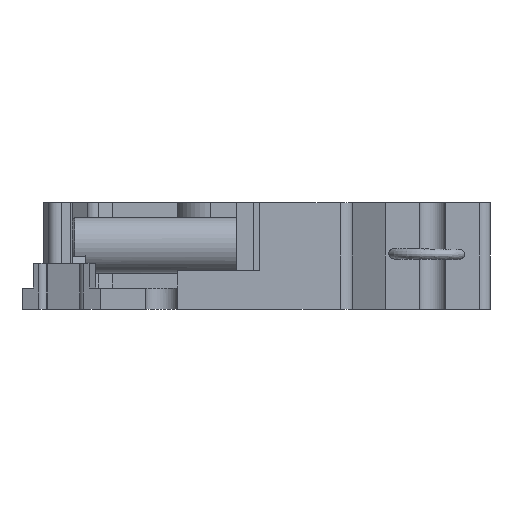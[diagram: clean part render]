
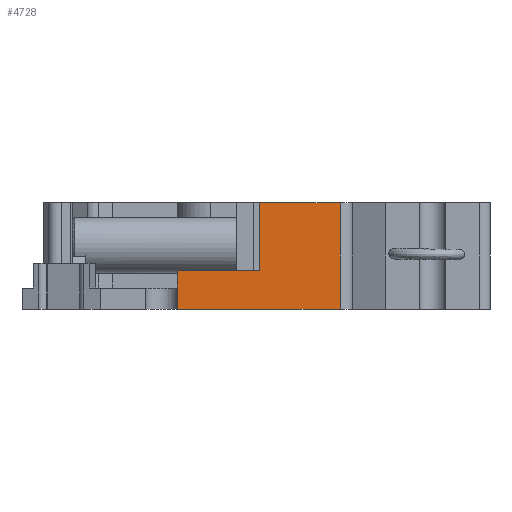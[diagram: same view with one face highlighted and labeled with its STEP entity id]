
A CAD part, left-side view. The second image highlights one B-rep face of the part: STEP entity #4728.
In plain terms, the highlighted planar face has unit normal (-1, 0, 0).
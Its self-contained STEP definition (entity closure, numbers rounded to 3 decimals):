
#481=ORIENTED_EDGE('',*,*,#1427,.T.);
#482=ORIENTED_EDGE('',*,*,#1428,.T.);
#483=ORIENTED_EDGE('',*,*,#1429,.F.);
#484=ORIENTED_EDGE('',*,*,#1430,.F.);
#485=ORIENTED_EDGE('',*,*,#1431,.T.);
#486=ORIENTED_EDGE('',*,*,#1432,.F.);
#1427=EDGE_CURVE('',#1903,#1904,#2237,.T.);
#1428=EDGE_CURVE('',#1904,#1905,#2238,.T.);
#1429=EDGE_CURVE('',#1906,#1905,#2239,.T.);
#1430=EDGE_CURVE('',#1907,#1906,#2240,.T.);
#1431=EDGE_CURVE('',#1907,#1908,#2241,.T.);
#1432=EDGE_CURVE('',#1903,#1908,#2242,.T.);
#1903=VERTEX_POINT('',#6476);
#1904=VERTEX_POINT('',#6477);
#1905=VERTEX_POINT('',#6479);
#1906=VERTEX_POINT('',#6481);
#1907=VERTEX_POINT('',#6483);
#1908=VERTEX_POINT('',#6485);
#2237=LINE('',#6475,#2596);
#2238=LINE('',#6478,#2597);
#2239=LINE('',#6480,#2598);
#2240=LINE('',#6482,#2599);
#2241=LINE('',#6484,#2600);
#2242=LINE('',#6486,#2601);
#2596=VECTOR('',#5472,1000.);
#2597=VECTOR('',#5473,1000.);
#2598=VECTOR('',#5474,1000.);
#2599=VECTOR('',#5475,1000.);
#2600=VECTOR('',#5476,1000.);
#2601=VECTOR('',#5477,1000.);
#2886=EDGE_LOOP('',(#481,#482,#483,#484,#485,#486));
#3094=FACE_BOUND('',#2886,.T.);
#3285=PLANE('',#4962);
#4728=ADVANCED_FACE('',(#3094),#3285,.F.);
#4962=AXIS2_PLACEMENT_3D('',#6474,#5470,#5471);
#5470=DIRECTION('',(1.,0.,0.));
#5471=DIRECTION('',(0.,0.,-1.));
#5472=DIRECTION('',(0.,-1.,0.));
#5473=DIRECTION('',(0.,0.,1.));
#5474=DIRECTION('',(0.,-1.,0.));
#5475=DIRECTION('',(0.,0.,1.));
#5476=DIRECTION('',(0.,1.,0.));
#5477=DIRECTION('',(0.,0.,1.));
#6474=CARTESIAN_POINT('',(-110.417,-65.118,36.398));
#6475=CARTESIAN_POINT('',(-110.417,-65.118,23.398));
#6476=CARTESIAN_POINT('',(-110.417,-84.055,23.398));
#6477=CARTESIAN_POINT('',(-110.417,-103.868,23.398));
#6478=CARTESIAN_POINT('',(-110.417,-103.868,36.398));
#6479=CARTESIAN_POINT('',(-110.417,-103.868,36.398));
#6480=CARTESIAN_POINT('',(-110.417,-65.118,36.398));
#6481=CARTESIAN_POINT('',(-110.417,-94.058,36.398));
#6482=CARTESIAN_POINT('',(-110.417,-94.058,26.398));
#6483=CARTESIAN_POINT('',(-110.417,-94.058,28.098));
#6484=CARTESIAN_POINT('',(-110.417,-84.055,28.098));
#6485=CARTESIAN_POINT('',(-110.417,-84.055,28.098));
#6486=CARTESIAN_POINT('',(-110.417,-84.055,-118.896));
